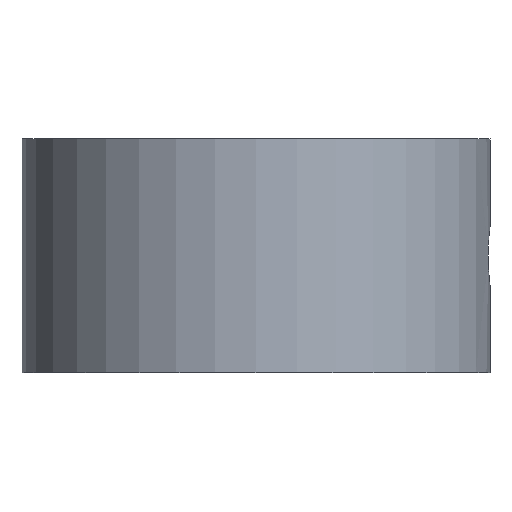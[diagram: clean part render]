
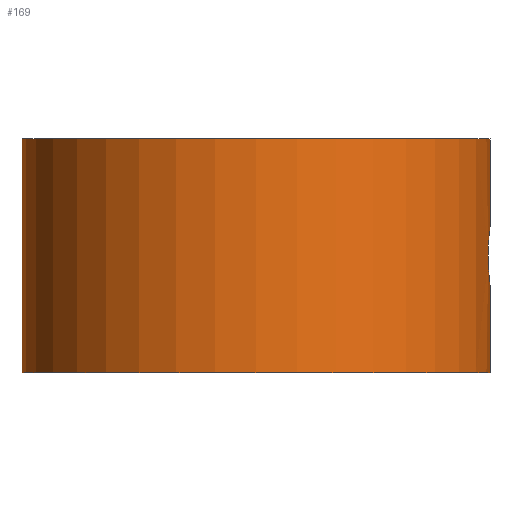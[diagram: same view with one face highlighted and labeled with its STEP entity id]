
A CAD part, left-side view. The second image highlights one B-rep face of the part: STEP entity #169.
In plain terms, the highlighted cylindrical face has radius 25.4 mm (diameter 50.8 mm), a full revolution.
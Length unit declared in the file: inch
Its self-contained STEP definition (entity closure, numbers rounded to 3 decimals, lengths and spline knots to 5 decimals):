
#18=FACE_BOUND('',#52,.T.);
#35=CIRCLE('',#200,1.);
#36=CIRCLE('',#201,1.);
#42=FACE_OUTER_BOUND('',#51,.T.);
#51=EDGE_LOOP('',(#141,#142,#143,#144));
#52=EDGE_LOOP('',(#145,#146,#147));
#68=LINE('',#359,#74);
#74=VECTOR('',#241,1.);
#77=B_SPLINE_CURVE_WITH_KNOTS('',3,(#291,#292,#293,#294,#295,#296,#297,
#298,#299,#300),.UNSPECIFIED.,.F.,.F.,(4,2,2,2,4),(0.47893,0.59866,
0.71839,0.83813,0.95786),.UNSPECIFIED.);
#78=B_SPLINE_CURVE_WITH_KNOTS('',3,(#302,#303,#304,#305,#306,#307,#308,
#309,#310,#311,#312,#313,#314,#315,#316,#317,#318,#319,#320),
 .UNSPECIFIED.,.F.,.F.,(4,2,2,2,3,2,2,2,4),(1.43679,1.55652,
1.67626,1.79599,1.91572,2.03545,2.15519,
2.27492,2.39465),.UNSPECIFIED.);
#79=B_SPLINE_CURVE_WITH_KNOTS('',3,(#321,#322,#323,#324,#325,#326,#327,
#328,#329,#330),.UNSPECIFIED.,.F.,.F.,(4,2,2,2,4),(0.95786,1.07759,
1.19733,1.31706,1.43679),.UNSPECIFIED.);
#82=VERTEX_POINT('',#288);
#83=VERTEX_POINT('',#290);
#84=VERTEX_POINT('',#301);
#93=VERTEX_POINT('',#356);
#94=VERTEX_POINT('',#358);
#98=EDGE_CURVE('',#83,#82,#77,.T.);
#99=EDGE_CURVE('',#84,#83,#78,.T.);
#100=EDGE_CURVE('',#82,#84,#79,.T.);
#113=EDGE_CURVE('',#93,#93,#35,.T.);
#114=EDGE_CURVE('',#93,#94,#68,.T.);
#115=EDGE_CURVE('',#94,#94,#36,.T.);
#141=ORIENTED_EDGE('',*,*,#113,.F.);
#142=ORIENTED_EDGE('',*,*,#114,.T.);
#143=ORIENTED_EDGE('',*,*,#115,.T.);
#144=ORIENTED_EDGE('',*,*,#114,.F.);
#145=ORIENTED_EDGE('',*,*,#98,.T.);
#146=ORIENTED_EDGE('',*,*,#100,.T.);
#147=ORIENTED_EDGE('',*,*,#99,.T.);
#163=CYLINDRICAL_SURFACE('',#199,1.);
#169=ADVANCED_FACE('',(#42,#18),#163,.T.);
#199=AXIS2_PLACEMENT_3D('',#355,#237,#238);
#200=AXIS2_PLACEMENT_3D('',#357,#239,#240);
#201=AXIS2_PLACEMENT_3D('',#360,#242,#243);
#237=DIRECTION('center_axis',(0.,0.,1.));
#238=DIRECTION('ref_axis',(1.,0.,0.));
#239=DIRECTION('center_axis',(0.,0.,1.));
#240=DIRECTION('ref_axis',(1.,0.,0.));
#241=DIRECTION('',(0.,0.,-1.));
#242=DIRECTION('center_axis',(0.,0.,1.));
#243=DIRECTION('ref_axis',(1.,0.,0.));
#288=CARTESIAN_POINT('',(-0.125,-0.99216,0.5));
#290=CARTESIAN_POINT('',(0.,-1.,0.375));
#291=CARTESIAN_POINT('Ctrl Pts',(0.,-1.,0.375));
#292=CARTESIAN_POINT('Ctrl Pts',(-0.01571,-1.,0.375));
#293=CARTESIAN_POINT('Ctrl Pts',(-0.03246,-0.99959,
0.37814));
#294=CARTESIAN_POINT('Ctrl Pts',(-0.06325,-0.99812,
0.39091));
#295=CARTESIAN_POINT('Ctrl Pts',(-0.0773,-0.99707,
0.40052));
#296=CARTESIAN_POINT('Ctrl Pts',(-0.09948,-0.9951,
0.4227));
#297=CARTESIAN_POINT('Ctrl Pts',(-0.10909,-0.99405,
0.43675));
#298=CARTESIAN_POINT('Ctrl Pts',(-0.12186,-0.99257,0.46754));
#299=CARTESIAN_POINT('Ctrl Pts',(-0.125,-0.99216,0.48429));
#300=CARTESIAN_POINT('Ctrl Pts',(-0.125,-0.99216,0.5));
#301=CARTESIAN_POINT('',(0.,-1.,0.625));
#302=CARTESIAN_POINT('Ctrl Pts',(0.,-1.,0.625));
#303=CARTESIAN_POINT('Ctrl Pts',(0.01571,-1.,0.625));
#304=CARTESIAN_POINT('Ctrl Pts',(0.03246,-0.99959,0.62186));
#305=CARTESIAN_POINT('Ctrl Pts',(0.06325,-0.99812,
0.60909));
#306=CARTESIAN_POINT('Ctrl Pts',(0.0773,-0.99707,
0.59948));
#307=CARTESIAN_POINT('Ctrl Pts',(0.09948,-0.9951,
0.5773));
#308=CARTESIAN_POINT('Ctrl Pts',(0.10909,-0.99405,0.56325));
#309=CARTESIAN_POINT('Ctrl Pts',(0.12186,-0.99257,0.53246));
#310=CARTESIAN_POINT('Ctrl Pts',(0.125,-0.99216,0.51571));
#311=CARTESIAN_POINT('Ctrl Pts',(0.125,-0.99216,0.5));
#312=CARTESIAN_POINT('Ctrl Pts',(0.125,-0.99216,0.48429));
#313=CARTESIAN_POINT('Ctrl Pts',(0.12186,-0.99257,0.46754));
#314=CARTESIAN_POINT('Ctrl Pts',(0.10909,-0.99405,0.43675));
#315=CARTESIAN_POINT('Ctrl Pts',(0.09948,-0.9951,
0.4227));
#316=CARTESIAN_POINT('Ctrl Pts',(0.0773,-0.99707,
0.40052));
#317=CARTESIAN_POINT('Ctrl Pts',(0.06325,-0.99812,
0.39091));
#318=CARTESIAN_POINT('Ctrl Pts',(0.03246,-0.99959,0.37814));
#319=CARTESIAN_POINT('Ctrl Pts',(0.01571,-1.,0.375));
#320=CARTESIAN_POINT('Ctrl Pts',(0.,-1.,0.375));
#321=CARTESIAN_POINT('Ctrl Pts',(-0.125,-0.99216,0.5));
#322=CARTESIAN_POINT('Ctrl Pts',(-0.125,-0.99216,0.51571));
#323=CARTESIAN_POINT('Ctrl Pts',(-0.12186,-0.99257,0.53246));
#324=CARTESIAN_POINT('Ctrl Pts',(-0.10909,-0.99405,
0.56325));
#325=CARTESIAN_POINT('Ctrl Pts',(-0.09948,-0.9951,
0.5773));
#326=CARTESIAN_POINT('Ctrl Pts',(-0.0773,-0.99707,
0.59948));
#327=CARTESIAN_POINT('Ctrl Pts',(-0.06325,-0.99812,
0.60909));
#328=CARTESIAN_POINT('Ctrl Pts',(-0.03246,-0.99959,
0.62186));
#329=CARTESIAN_POINT('Ctrl Pts',(-0.01571,-1.,0.625));
#330=CARTESIAN_POINT('Ctrl Pts',(0.,-1.,0.625));
#355=CARTESIAN_POINT('Origin',(0.,0.,0.));
#356=CARTESIAN_POINT('',(-1.,0.,1.));
#357=CARTESIAN_POINT('Origin',(0.,0.,1.));
#358=CARTESIAN_POINT('',(-1.,0.,0.));
#359=CARTESIAN_POINT('',(-1.,0.,0.));
#360=CARTESIAN_POINT('Origin',(0.,0.,0.));
